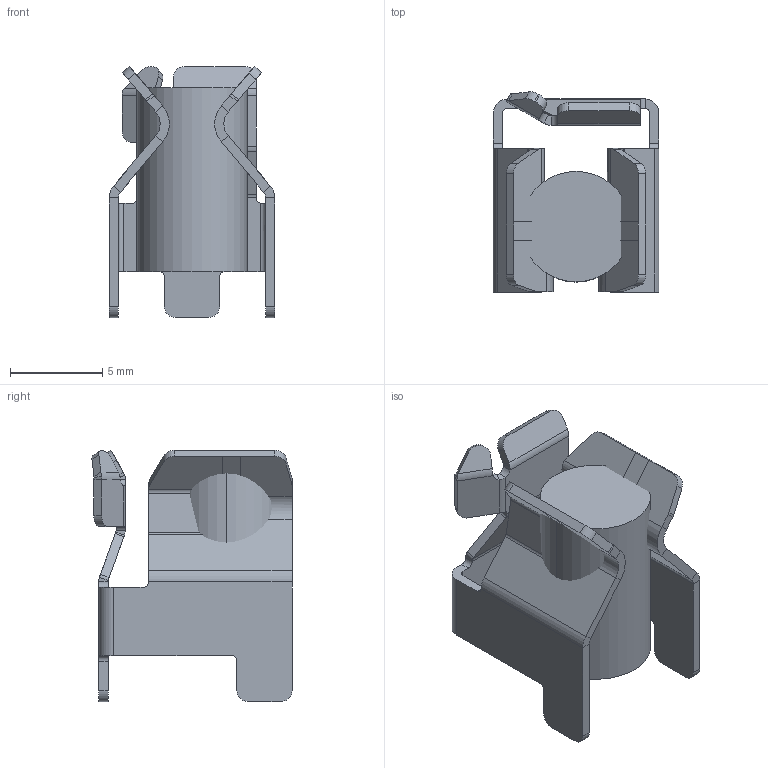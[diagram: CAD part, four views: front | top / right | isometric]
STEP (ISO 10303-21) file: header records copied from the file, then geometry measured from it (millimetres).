
FILE_DESCRIPTION (( 'STEP AP203' ), '1' );
FILE_NAME ('WSO-RM.V01_Copper Contact Right.STEP', '2018-12-21T08:02:55', ( '' ), ( '' ), 'SwSTEP 2.0', 'SolidWorks 2018', '' );
FILE_SCHEMA (( 'CONFIG_CONTROL_DESIGN' ));
Length unit declared in the file: millimetre
Products named in the file (1): WSO-RM.V01_Copper Contact Right
Bounding box: 9 x 10.88 x 13.65 mm (x, y, z)
Volume: 437.2 mm3; surface area: 929.2 mm2
Topology: 2 solids, 2 shells, 172 faces, 414 edges, 246 vertices
Faces by surface type: plane 96, cylinder 64, bspline 12
Entity records: 5759 total; most frequent: CARTESIAN_POINT 1751, ORIENTED_EDGE 828, DIRECTION 808, EDGE_CURVE 414, AXIS2_PLACEMENT_3D 281, VERTEX_POINT 246, LINE 246, VECTOR 246
